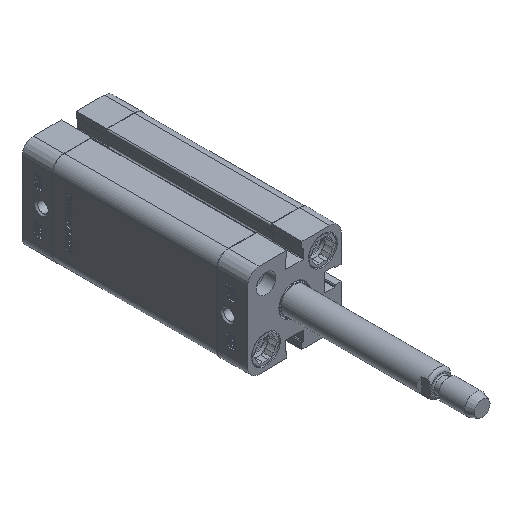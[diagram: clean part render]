
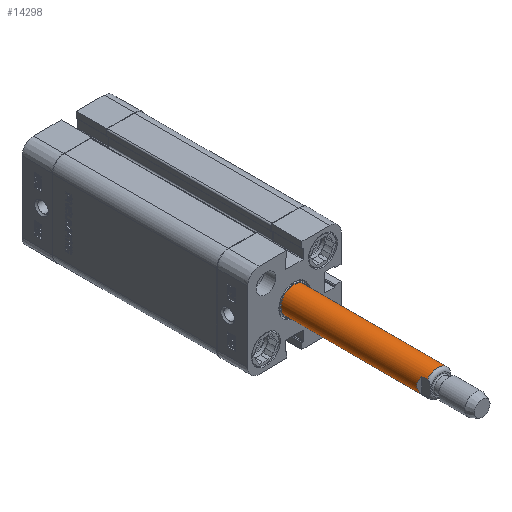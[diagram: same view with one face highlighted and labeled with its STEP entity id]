
A CAD part, isometric view. The second image highlights one B-rep face of the part: STEP entity #14298.
In plain terms, the highlighted cylindrical face has radius 5 mm (diameter 10 mm), a full revolution.
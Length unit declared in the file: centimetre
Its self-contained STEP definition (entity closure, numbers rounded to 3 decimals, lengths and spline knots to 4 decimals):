
#10=ELLIPSE($,#15233,0.7071,0.5);
#11=ELLIPSE($,#15236,0.7071,0.5);
#1450=LINE($,#26100,#2668);
#1451=LINE($,#26125,#2669);
#1453=LINE($,#26133,#2671);
#1454=LINE($,#26158,#2672);
#2668=VECTOR($,#18305,0.21);
#2669=VECTOR($,#18306,0.21);
#2671=VECTOR($,#18314,0.21);
#2672=VECTOR($,#18315,0.21);
#3220=FACE_BOUND($,#5013,.T.);
#4066=FACE_OUTER_BOUND($,#5012,.T.);
#5012=EDGE_LOOP($,(#13329,#13330,#13331,#13332,#13333,#13334,#13335,#13336));
#5013=EDGE_LOOP($,(#13337));
#5390=CIRCLE($,#15239,0.5);
#5391=CIRCLE($,#15240,0.5);
#5392=CIRCLE($,#15241,0.5);
#7236=VERTEX_POINT($,#26094);
#7237=VERTEX_POINT($,#26095);
#7238=VERTEX_POINT($,#26099);
#7239=VERTEX_POINT($,#26101);
#7240=VERTEX_POINT($,#26127);
#7241=VERTEX_POINT($,#26128);
#7242=VERTEX_POINT($,#26132);
#7243=VERTEX_POINT($,#26134);
#7244=VERTEX_POINT($,#26162);
#9270=EDGE_CURVE($,#7236,#7237,#10,.T.);
#9272=EDGE_CURVE($,#7238,#7236,#1450,.T.);
#9274=EDGE_CURVE($,#7237,#7239,#1451,.T.);
#9275=EDGE_CURVE($,#7240,#7241,#11,.T.);
#9277=EDGE_CURVE($,#7242,#7240,#1453,.T.);
#9279=EDGE_CURVE($,#7241,#7243,#1454,.T.);
#9280=EDGE_CURVE($,#7239,#7242,#5390,.T.);
#9281=EDGE_CURVE($,#7243,#7238,#5391,.T.);
#9282=EDGE_CURVE($,#7244,#7244,#5392,.T.);
#13329=ORIENTED_EDGE($,*,*,#9272,.T.);
#13330=ORIENTED_EDGE($,*,*,#9270,.T.);
#13331=ORIENTED_EDGE($,*,*,#9274,.T.);
#13332=ORIENTED_EDGE($,*,*,#9280,.T.);
#13333=ORIENTED_EDGE($,*,*,#9277,.T.);
#13334=ORIENTED_EDGE($,*,*,#9275,.T.);
#13335=ORIENTED_EDGE($,*,*,#9279,.T.);
#13336=ORIENTED_EDGE($,*,*,#9281,.T.);
#13337=ORIENTED_EDGE($,*,*,#9282,.F.);
#13510=CYLINDRICAL_SURFACE($,#15238,0.5);
#14298=ADVANCED_FACE($,(#4066,#3220),#13510,.T.);
#15233=AXIS2_PLACEMENT_3D($,#26096,#18300,#18301);
#15236=AXIS2_PLACEMENT_3D($,#26129,#18309,#18310);
#15238=AXIS2_PLACEMENT_3D($,#26159,#18316,#18317);
#15239=AXIS2_PLACEMENT_3D($,#26160,#18318,#18319);
#15240=AXIS2_PLACEMENT_3D($,#26161,#18320,#18321);
#15241=AXIS2_PLACEMENT_3D($,#26163,#18322,#18323);
#18300=DIRECTION('center_axis',(-0.707,0.707,0.));
#18301=DIRECTION('ref_axis',(-0.707,-0.707,0.));
#18305=DIRECTION($,(0.,1.,0.));
#18306=DIRECTION($,(0.,-1.,0.));
#18309=DIRECTION('center_axis',(0.707,0.707,0.));
#18310=DIRECTION('ref_axis',(-0.707,0.707,0.));
#18314=DIRECTION($,(0.,1.,0.));
#18315=DIRECTION($,(0.,-1.,0.));
#18316=DIRECTION('center_axis',(0.,1.,0.));
#18317=DIRECTION('ref_axis',(-1.,0.,0.));
#18318=DIRECTION('center_axis',(0.,1.,0.));
#18319=DIRECTION('ref_axis',(-1.,0.,0.));
#18320=DIRECTION('center_axis',(0.,1.,0.));
#18321=DIRECTION('ref_axis',(-1.,0.,0.));
#18322=DIRECTION('center_axis',(0.,1.,0.));
#18323=DIRECTION('ref_axis',(-1.,0.,0.));
#26094=CARTESIAN_POINT('',(0.4,-6.55,0.3));
#26095=CARTESIAN_POINT('',(0.4,-6.55,-0.3));
#26096=CARTESIAN_POINT('Origin',(0.,-6.95,0.));
#26099=CARTESIAN_POINT('',(0.4,-6.76,0.3));
#26100=CARTESIAN_POINT($,(0.4,-6.76,0.3));
#26101=CARTESIAN_POINT('',(0.4,-6.76,-0.3));
#26125=CARTESIAN_POINT($,(0.4,-6.55,-0.3));
#26127=CARTESIAN_POINT('',(-0.4,-6.55,-0.3));
#26128=CARTESIAN_POINT('',(-0.4,-6.55,0.3));
#26129=CARTESIAN_POINT('Origin',(0.,-6.95,0.));
#26132=CARTESIAN_POINT('',(-0.4,-6.76,-0.3));
#26133=CARTESIAN_POINT($,(-0.4,-6.76,-0.3));
#26134=CARTESIAN_POINT('',(-0.4,-6.76,0.3));
#26158=CARTESIAN_POINT($,(-0.4,-6.55,0.3));
#26159=CARTESIAN_POINT('Origin',(0.,-10.865,0.));
#26160=CARTESIAN_POINT('Origin',(0.,-6.76,0.));
#26161=CARTESIAN_POINT('Origin',(0.,-6.76,0.));
#26162=CARTESIAN_POINT('',(-0.5,0.03,0.));
#26163=CARTESIAN_POINT('Origin',(0.,0.03,
0.));
